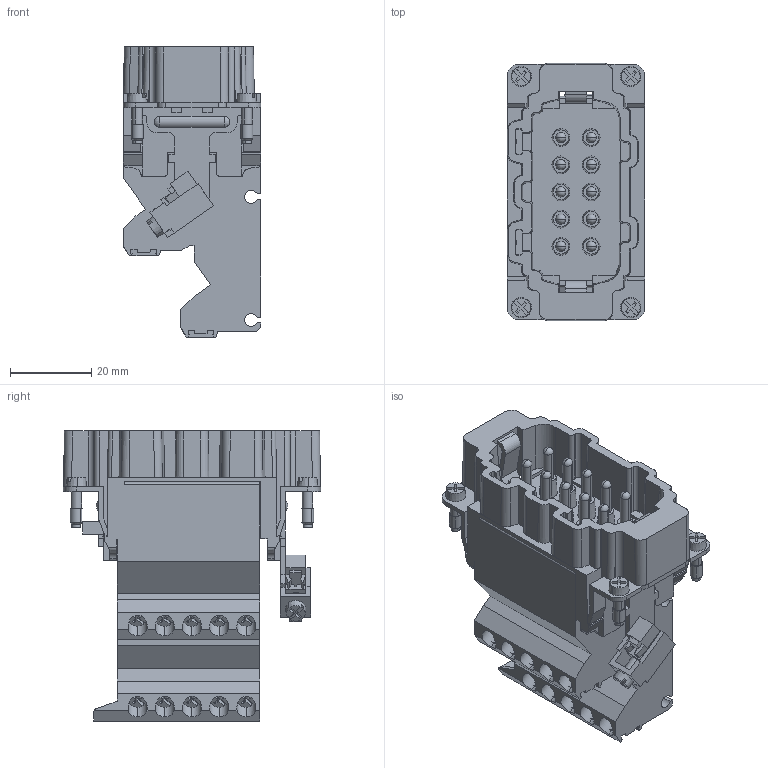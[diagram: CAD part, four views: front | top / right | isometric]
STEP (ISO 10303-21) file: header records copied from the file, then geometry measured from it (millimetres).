
FILE_DESCRIPTION(('Creo Elements/Direct Modeling STEP Export'),'2;1');
FILE_NAME('model.stp','2018-12-11T15:16:29',(''),(''),'Creo Elements/Direct Modeling STEP processor for AP214 (Solid Model)','Creo Elements/Direct Modeling 18.1I 14-Aug-2016 (C) Parametric Technology GmbH','');
FILE_SCHEMA(('AUTOMOTIVE_DESIGN { 1 0 10303 214 1 1 1 1 }'));
Length unit declared in the file: millimetre
Products named in the file (2): HC_B_10_A_UT_PEL_M-select
Assembly tree (1 placements, depth 2):
  HC_B_10_A_UT_PEL_M-select
    HC_B_10_A_UT_PEL_M-select
Bounding box: 34 x 63.4 x 71.55 mm (x, y, z)
Volume: 66935.4 mm3; surface area: 26036.1 mm2
Topology: 1 solids, 1 shells, 1118 faces, 3283 edges, 2171 vertices
Faces by surface type: plane 849, cylinder 202, cone 42, sphere 24, bspline 1
Entity records: 45065 total; most frequent: CARTESIAN_POINT 6947, ORIENTED_EDGE 6526, DIRECTION 5553, EDGE_CURVE 3263, VECTOR 2527, LINE 2527, VERTEX_POINT 2171, AXIS2_PLACEMENT_3D 1513
